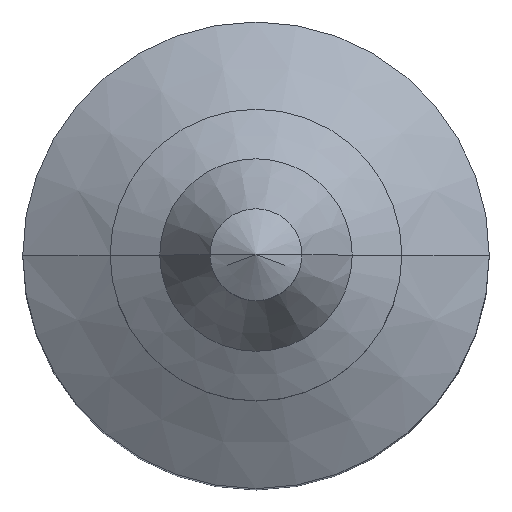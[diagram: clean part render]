
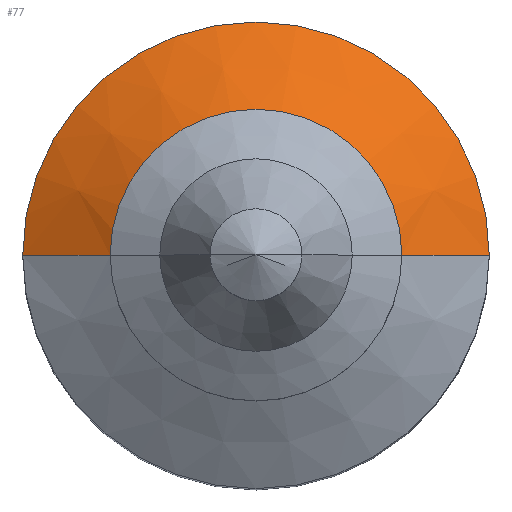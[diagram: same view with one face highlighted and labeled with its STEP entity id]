
A CAD part, top view. The second image highlights one B-rep face of the part: STEP entity #77.
In plain terms, the highlighted conical face has half-angle 60 degrees and reference radius 10 mm.
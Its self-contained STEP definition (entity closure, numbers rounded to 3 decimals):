
#59 = ORIENTED_EDGE ( 'NONE', *, *, #92, .F. ) ;
#70 = VERTEX_POINT ( 'NONE', #482 ) ;
#71 = VERTEX_POINT ( 'NONE', #355 ) ;
#74 = EDGE_CURVE ( 'NONE', #70, #88, #344, .T. ) ;
#76 = ORIENTED_EDGE ( 'NONE', *, *, #221, .T. ) ;
#77 = ADVANCED_FACE ( 'NONE', ( #443 ), #333, .T. ) ;
#79 = EDGE_LOOP ( 'NONE', ( #76, #82, #59, #83 ) ) ;
#80 = VERTEX_POINT ( 'NONE', #339 ) ;
#82 = ORIENTED_EDGE ( 'NONE', *, *, #187, .T. ) ;
#83 = ORIENTED_EDGE ( 'NONE', *, *, #74, .F. ) ;
#88 = VERTEX_POINT ( 'NONE', #559 ) ;
#92 = EDGE_CURVE ( 'NONE', #88, #71, #507, .T. ) ;
#187 = EDGE_CURVE ( 'NONE', #80, #71, #647, .T. ) ;
#221 = EDGE_CURVE ( 'NONE', #70, #80, #768, .T. ) ;
#329 = DIRECTION ( 'NONE',  ( -1., 0., 0. ) ) ;
#333 = CONICAL_SURFACE ( 'NONE', #363, 10., 1.047 ) ;
#335 = DIRECTION ( 'NONE',  ( 0., 0., -1. ) ) ;
#339 = CARTESIAN_POINT ( 'NONE',  ( 10., 0., 108.304 ) ) ;
#341 = DIRECTION ( 'NONE',  ( -0.866, 0., -0.5 ) ) ;
#342 = VECTOR ( 'NONE', #341, 1000. ) ;
#343 = CARTESIAN_POINT ( 'NONE',  ( -10., 0., 108.304 ) ) ;
#344 = LINE ( 'NONE', #343, #342 ) ;
#355 = CARTESIAN_POINT ( 'NONE',  ( 16., 0., 104.84 ) ) ;
#363 = AXIS2_PLACEMENT_3D ( 'NONE', #442, #335, #329 ) ;
#442 = CARTESIAN_POINT ( 'NONE',  ( 0., 0., 108.304 ) ) ;
#443 = FACE_OUTER_BOUND ( 'NONE', #79, .T. ) ;
#482 = CARTESIAN_POINT ( 'NONE',  ( -10., 0., 108.304 ) ) ;
#507 = CIRCLE ( 'NONE', #554, 16. ) ;
#554 = AXIS2_PLACEMENT_3D ( 'NONE', #642, #641, #640 ) ;
#559 = CARTESIAN_POINT ( 'NONE',  ( -16., 0., 104.84 ) ) ;
#640 = DIRECTION ( 'NONE',  ( -1., 0., 0. ) ) ;
#641 = DIRECTION ( 'NONE',  ( 0., 0., -1. ) ) ;
#642 = CARTESIAN_POINT ( 'NONE',  ( 0., 0., 104.84 ) ) ;
#647 = LINE ( 'NONE', #658, #682 ) ;
#658 = CARTESIAN_POINT ( 'NONE',  ( 10., 0., 108.304 ) ) ;
#681 = DIRECTION ( 'NONE',  ( 0.866, 0., -0.5 ) ) ;
#682 = VECTOR ( 'NONE', #681, 1000. ) ;
#723 = DIRECTION ( 'NONE',  ( -1., 0., 0. ) ) ;
#724 = DIRECTION ( 'NONE',  ( 0., 0., -1. ) ) ;
#725 = CARTESIAN_POINT ( 'NONE',  ( 0., 0., 108.304 ) ) ;
#726 = AXIS2_PLACEMENT_3D ( 'NONE', #725, #724, #723 ) ;
#768 = CIRCLE ( 'NONE', #726, 10. ) ;
